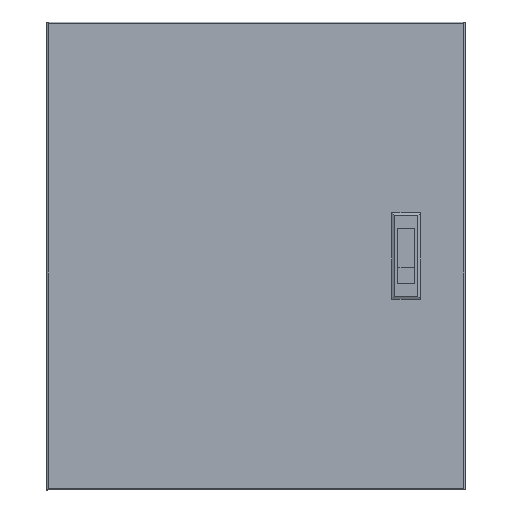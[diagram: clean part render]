
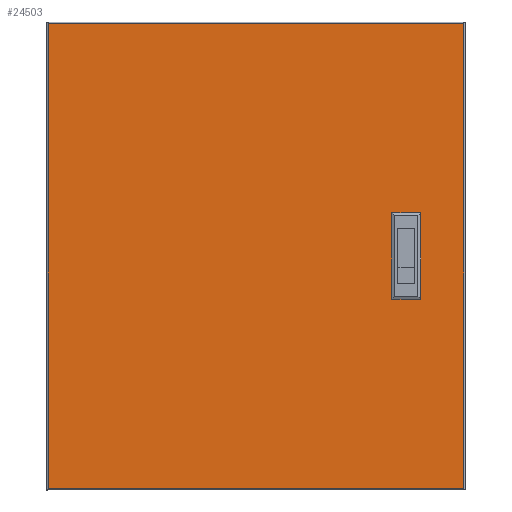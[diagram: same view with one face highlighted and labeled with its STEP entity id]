
A CAD part, top view. The second image highlights one B-rep face of the part: STEP entity #24503.
In plain terms, the highlighted face is planar.
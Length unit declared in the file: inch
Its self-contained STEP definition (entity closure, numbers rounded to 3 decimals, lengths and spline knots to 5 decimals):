
#780 = ORIENTED_EDGE ( 'NONE', *, *, #20601, .T. ) ;
#2507 = DIRECTION ( 'NONE',  ( 0., 0., -1. ) ) ;
#2551 = FACE_OUTER_BOUND ( 'NONE', #24486, .T. ) ;
#2793 = DIRECTION ( 'NONE',  ( 0., -1., 0. ) ) ;
#3074 = VECTOR ( 'NONE', #9316, 39.37008 ) ;
#3632 = VERTEX_POINT ( 'NONE', #10712 ) ;
#4614 = ORIENTED_EDGE ( 'NONE', *, *, #34067, .T. ) ;
#6458 = EDGE_CURVE ( 'NONE', #38673, #36785, #44562, .T. ) ;
#7099 = VERTEX_POINT ( 'NONE', #24661 ) ;
#7934 = CARTESIAN_POINT ( 'NONE',  ( -1.23031, 0., 6.16929 ) ) ;
#7998 = DIRECTION ( 'NONE',  ( 1., 0., 0. ) ) ;
#9316 = DIRECTION ( 'NONE',  ( 0., 0., -1. ) ) ;
#9421 = EDGE_CURVE ( 'NONE', #7099, #10170, #17205, .T. ) ;
#9598 = ORIENTED_EDGE ( 'NONE', *, *, #15796, .F. ) ;
#10170 = VERTEX_POINT ( 'NONE', #34564 ) ;
#10712 = CARTESIAN_POINT ( 'NONE',  ( 1.23031, 0., 5.30315 ) ) ;
#10927 = CARTESIAN_POINT ( 'NONE',  ( -1.23031, 0., 5.30315 ) ) ;
#11017 = VECTOR ( 'NONE', #30189, 39.37008 ) ;
#11718 = EDGE_LOOP ( 'NONE', ( #45966, #23950, #9598, #30783 ) ) ;
#13329 = VECTOR ( 'NONE', #39774, 39.37008 ) ;
#13514 = VECTOR ( 'NONE', #2507, 39.37008 ) ;
#15406 = CARTESIAN_POINT ( 'NONE',  ( 1.23031, 0., 6.16929 ) ) ;
#15796 = EDGE_CURVE ( 'NONE', #3632, #29792, #28486, .T. ) ;
#16039 = DIRECTION ( 'NONE',  ( -1., 0., 0. ) ) ;
#17205 = LINE ( 'NONE', #45776, #13514 ) ;
#18912 = ORIENTED_EDGE ( 'NONE', *, *, #9421, .T. ) ;
#20533 = FACE_BOUND ( 'NONE', #11718, .T. ) ;
#20601 = EDGE_CURVE ( 'NONE', #36620, #40625, #26986, .T. ) ;
#22380 = DIRECTION ( 'NONE',  ( 0., 0., 1. ) ) ;
#22479 = EDGE_CURVE ( 'NONE', #29792, #38673, #25948, .T. ) ;
#23185 = CARTESIAN_POINT ( 'NONE',  ( -8.86921, 0., -7.9322 ) ) ;
#23592 = LINE ( 'NONE', #41072, #43474 ) ;
#23950 = ORIENTED_EDGE ( 'NONE', *, *, #22479, .F. ) ;
#24486 = EDGE_LOOP ( 'NONE', ( #780, #4614, #18912, #45368 ) ) ;
#24503 = ADVANCED_FACE ( 'NONE', ( #20533, #2551 ), #27904, .F. ) ;
#24661 = CARTESIAN_POINT ( 'NONE',  ( 8.86921, 0., 7.9322 ) ) ;
#24862 = VECTOR ( 'NONE', #41361, 39.37008 ) ;
#25948 = LINE ( 'NONE', #40333, #31742 ) ;
#25996 = LINE ( 'NONE', #43459, #46500 ) ;
#26986 = LINE ( 'NONE', #23185, #24862 ) ;
#27904 = PLANE ( 'NONE',  #32498 ) ;
#28015 = CARTESIAN_POINT ( 'NONE',  ( 1.23031, 0., 5.30315 ) ) ;
#28486 = LINE ( 'NONE', #10927, #13329 ) ;
#29792 = VERTEX_POINT ( 'NONE', #36137 ) ;
#30189 = DIRECTION ( 'NONE',  ( 1., 0., 0. ) ) ;
#30673 = CARTESIAN_POINT ( 'NONE',  ( -1.23031, 0., 6.16929 ) ) ;
#30783 = ORIENTED_EDGE ( 'NONE', *, *, #43458, .F. ) ;
#31742 = VECTOR ( 'NONE', #22380, 39.37008 ) ;
#32498 = AXIS2_PLACEMENT_3D ( 'NONE', #45817, #2793, #42278 ) ;
#33244 = CARTESIAN_POINT ( 'NONE',  ( -8.86921, 0., 7.9322 ) ) ;
#34067 = EDGE_CURVE ( 'NONE', #40625, #7099, #25996, .T. ) ;
#34210 = EDGE_CURVE ( 'NONE', #10170, #36620, #23592, .T. ) ;
#34480 = CARTESIAN_POINT ( 'NONE',  ( -8.86921, 0., -7.9322 ) ) ;
#34564 = CARTESIAN_POINT ( 'NONE',  ( 8.86921, 0., -7.9322 ) ) ;
#35305 = LINE ( 'NONE', #28015, #3074 ) ;
#36137 = CARTESIAN_POINT ( 'NONE',  ( -1.23031, 0., 5.30315 ) ) ;
#36620 = VERTEX_POINT ( 'NONE', #34480 ) ;
#36785 = VERTEX_POINT ( 'NONE', #15406 ) ;
#38673 = VERTEX_POINT ( 'NONE', #30673 ) ;
#39774 = DIRECTION ( 'NONE',  ( -1., 0., 0. ) ) ;
#40333 = CARTESIAN_POINT ( 'NONE',  ( -1.23031, 0., 5.30315 ) ) ;
#40625 = VERTEX_POINT ( 'NONE', #33244 ) ;
#41072 = CARTESIAN_POINT ( 'NONE',  ( 8.93701, 0., -7.9322 ) ) ;
#41361 = DIRECTION ( 'NONE',  ( 0., 0., 1. ) ) ;
#42278 = DIRECTION ( 'NONE',  ( 0., 0., -1. ) ) ;
#43458 = EDGE_CURVE ( 'NONE', #36785, #3632, #35305, .T. ) ;
#43459 = CARTESIAN_POINT ( 'NONE',  ( -8.93701, 0., 7.9322 ) ) ;
#43474 = VECTOR ( 'NONE', #16039, 39.37008 ) ;
#44562 = LINE ( 'NONE', #7934, #11017 ) ;
#45368 = ORIENTED_EDGE ( 'NONE', *, *, #34210, .T. ) ;
#45776 = CARTESIAN_POINT ( 'NONE',  ( 8.86921, 0., 7.9322 ) ) ;
#45817 = CARTESIAN_POINT ( 'NONE',  ( 0., 0., 0. ) ) ;
#45966 = ORIENTED_EDGE ( 'NONE', *, *, #6458, .F. ) ;
#46500 = VECTOR ( 'NONE', #7998, 39.37008 ) ;
